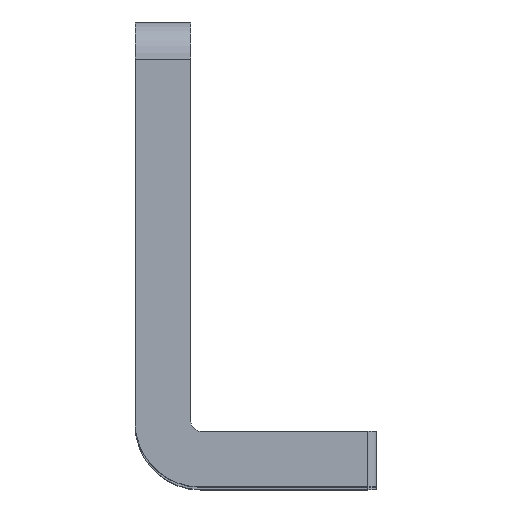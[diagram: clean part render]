
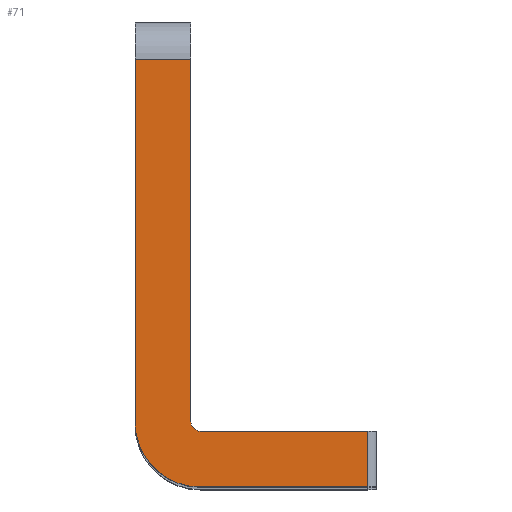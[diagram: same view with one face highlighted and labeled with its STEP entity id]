
A CAD part, top view. The second image highlights one B-rep face of the part: STEP entity #71.
In plain terms, the highlighted planar face has unit normal (0, 0, 1).
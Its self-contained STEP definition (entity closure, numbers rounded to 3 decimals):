
#71=ADVANCED_FACE('NONE',(#175),#176,.F.);
#175=FACE_OUTER_BOUND('',#315,.T.);
#176=PLANE('',#316);
#315=EDGE_LOOP('',(#660,#661,#662,#663,#664,#665,#666,#667));
#316=AXIS2_PLACEMENT_3D('',#668,#669,#670);
#660=ORIENTED_EDGE('',*,*,#999,.F.);
#661=ORIENTED_EDGE('',*,*,#1089,.T.);
#662=ORIENTED_EDGE('',*,*,#1012,.T.);
#663=ORIENTED_EDGE('',*,*,#1090,.T.);
#664=ORIENTED_EDGE('',*,*,#1023,.T.);
#665=ORIENTED_EDGE('',*,*,#1091,.T.);
#666=ORIENTED_EDGE('',*,*,#1053,.F.);
#667=ORIENTED_EDGE('',*,*,#1092,.T.);
#668=CARTESIAN_POINT('',(3.0,25.0,46.5));
#669=DIRECTION('',(0.0,0.0,-1.0));
#670=DIRECTION('',(0.0,-1.0,0.0));
#999=EDGE_CURVE('NONE',#1238,#1240,#1241,.T.);
#1012=EDGE_CURVE('NONE',#1261,#1259,#1262,.T.);
#1023=EDGE_CURVE('NONE',#1280,#1278,#1281,.T.);
#1053=EDGE_CURVE('NONE',#1330,#1332,#1333,.T.);
#1089=EDGE_CURVE('NONE',#1238,#1261,#1389,.T.);
#1090=EDGE_CURVE('NONE',#1259,#1280,#1390,.T.);
#1091=EDGE_CURVE('NONE',#1278,#1332,#1391,.T.);
#1092=EDGE_CURVE('NONE',#1330,#1240,#1392,.T.);
#1238=VERTEX_POINT('NONE',#1568);
#1240=VERTEX_POINT('NONE',#1570);
#1241=LINE('',#1571,#1572);
#1259=VERTEX_POINT('NONE',#1597);
#1261=VERTEX_POINT('NONE',#1600);
#1262=LINE('',#1601,#1602);
#1278=VERTEX_POINT('NONE',#1622);
#1280=VERTEX_POINT('NONE',#1624);
#1281=LINE('',#1625,#1626);
#1330=VERTEX_POINT('NONE',#1692);
#1332=VERTEX_POINT('NONE',#1695);
#1333=LINE('',#1696,#1697);
#1389=LINE('',#1771,#1772);
#1390=CIRCLE('',#1773,0.5);
#1391=LINE('',#1774,#1775);
#1392=CIRCLE('',#1776,3.5);
#1568=CARTESIAN_POINT('',(12.5,0.,46.5));
#1570=CARTESIAN_POINT('',(3.5,0.,46.5));
#1571=CARTESIAN_POINT('',(13.0,0.,46.5));
#1572=VECTOR('',#1947,1000.0);
#1597=CARTESIAN_POINT('',(3.5,3.0,46.5));
#1600=CARTESIAN_POINT('',(12.5,3.0,46.5));
#1601=CARTESIAN_POINT('',(13.0,3.0,46.5));
#1602=VECTOR('',#1968,1000.0);
#1622=CARTESIAN_POINT('',(3.0,23.0,46.5));
#1624=CARTESIAN_POINT('',(3.0,3.5,46.5));
#1625=CARTESIAN_POINT('',(3.0,0.0,46.5));
#1626=VECTOR('',#1991,1000.0);
#1692=CARTESIAN_POINT('',(0.0,3.5,46.5));
#1695=CARTESIAN_POINT('',(0.0,23.0,46.5));
#1696=CARTESIAN_POINT('',(0.0,0.0,46.5));
#1697=VECTOR('',#2043,1000.0);
#1771=CARTESIAN_POINT('',(12.5,3.0,46.5));
#1772=VECTOR('',#2113,1000.0);
#1773=AXIS2_PLACEMENT_3D('',#2114,#2115,#2116);
#1774=CARTESIAN_POINT('',(0.0,23.0,46.5));
#1775=VECTOR('',#2117,1000.0);
#1776=AXIS2_PLACEMENT_3D('',#2118,#2119,#2120);
#1947=DIRECTION('',(-1.0,0.,0.0));
#1968=DIRECTION('',(-1.0,0.,0.0));
#1991=DIRECTION('',(-0.0,1.0,0.0));
#2043=DIRECTION('',(0.0,1.0,0.0));
#2113=DIRECTION('',(-0.0,1.0,-0.0));
#2114=CARTESIAN_POINT('',(3.5,3.5,46.5));
#2115=DIRECTION('',(0.0,0.0,-1.0));
#2116=DIRECTION('',(-1.0,0.0,0.0));
#2117=DIRECTION('',(-1.0,-0.0,-0.0));
#2118=CARTESIAN_POINT('',(3.5,3.5,46.5));
#2119=DIRECTION('',(0.0,0.0,1.0));
#2120=DIRECTION('',(-1.0,0.0,0.0));
